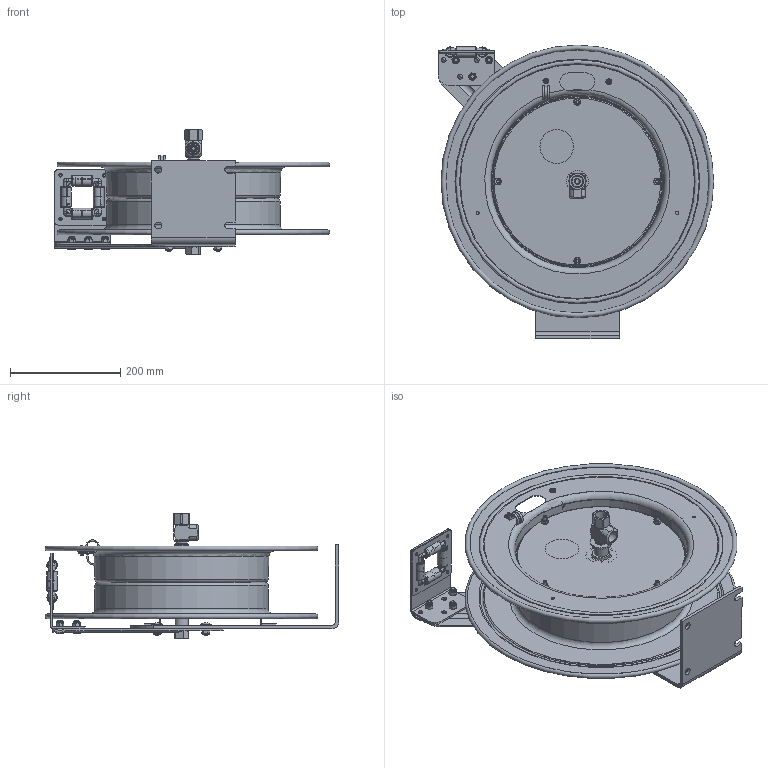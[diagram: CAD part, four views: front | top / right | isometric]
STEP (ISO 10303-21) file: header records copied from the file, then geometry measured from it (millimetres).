
FILE_DESCRIPTION(/* description */ (''),/* implementation_level */ '2;1');
FILE_NAME(/* name */ 'EZ-SH-450_SHARED.stp',/* time_stamp */ '2020-01-20T10:32:01-07:00',/* author */ ('NMelton'),/* organization */ (''),/* preprocessor_version */ 'ST-DEVELOPER v17',/* originating_system */ 'Autodesk Inventor 2019',/* authorisation */ '');
FILE_SCHEMA (('AUTOMOTIVE_DESIGN { 1 0 10303 214 3 1 1 }'));
Products named in the file (1): EZ-SH-450_SHARED
Bounding box: 500.21 x 533.4 x 227.86 mm (x, y, z)
Surface area: 1460812 mm2 (no closed solid volume)
Topology: 0 solids, 253 shells, 2097 faces, 10541 edges, 8492 vertices
Faces by surface type: plane 1088, cylinder 592, cone 182, bspline 120, torus 78, sphere 37
Full cylindrical faces by diameter (mm): 2.159 x2, 3.962 x1, 4.699 x4, 4.826 x2, 4.978 x2, 5.182 x2, 5.556 x3, 5.588 x5, 6.35 x8, 7.112 x1, 7.938 x3, 8.731 x7, 10.414 x2, 11.43 x3, 12.192 x7, 12.7 x2, 14.224 x1, 15.875 x1, 17.882 x1, 19.05 x5, 19.304 x1, 20.574 x2, 20.625 x1, 25.362 x1, 28.575 x1, 31.75 x1, 33.274 x1, 39.624 x1, 60.96 x1, 306.324 x1
Entity records: 113169 total; most frequent: CARTESIAN_POINT 32796, DIRECTION 14661, ORIENTED_EDGE 14299, EDGE_CURVE 10500, VERTEX_POINT 8492, LINE 5699, VECTOR 5699, AXIS2_PLACEMENT_3D 4481
